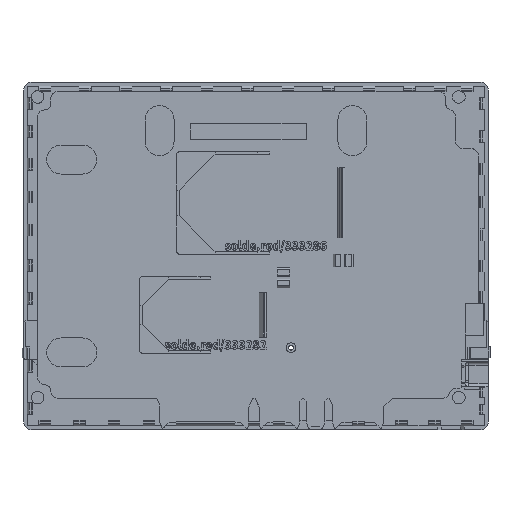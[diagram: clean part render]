
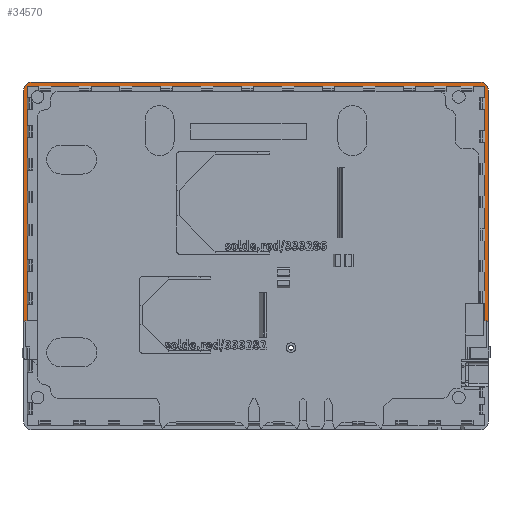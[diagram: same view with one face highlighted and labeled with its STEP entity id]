
A CAD part, top view. The second image highlights one B-rep face of the part: STEP entity #34570.
In plain terms, the highlighted planar face has unit normal (0, 0, 1).
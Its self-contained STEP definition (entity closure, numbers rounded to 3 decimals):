
#3672=FACE_OUTER_BOUND('',#5628,.T.);
#5628=EDGE_LOOP('',(#29271,#29272,#29273,#29274,#29275,#29276,#29277,#29278,
#29279,#29280,#29281,#29282));
#6263=CIRCLE('',#35820,4.);
#6264=CIRCLE('',#35821,4.);
#6984=LINE('',#46824,#10542);
#6987=LINE('',#46829,#10545);
#6989=LINE('',#46833,#10547);
#7378=LINE('',#48358,#10936);
#8840=LINE('',#61962,#12398);
#8841=LINE('',#61964,#12399);
#8842=LINE('',#61968,#12400);
#8843=LINE('',#61972,#12401);
#8844=LINE('',#61974,#12402);
#8845=LINE('',#61975,#12403);
#10542=VECTOR('',#37323,10.);
#10545=VECTOR('',#37328,10.);
#10547=VECTOR('',#37332,10.);
#10936=VECTOR('',#37971,10.);
#12398=VECTOR('',#40285,10.);
#12399=VECTOR('',#40286,10.);
#12400=VECTOR('',#40289,10.);
#12401=VECTOR('',#40292,10.);
#12402=VECTOR('',#40293,10.);
#12403=VECTOR('',#40294,10.);
#14560=VERTEX_POINT('',#46822);
#14561=VERTEX_POINT('',#46823);
#14562=VERTEX_POINT('',#46828);
#14563=VERTEX_POINT('',#46832);
#14870=VERTEX_POINT('',#48356);
#16157=VERTEX_POINT('',#61961);
#16158=VERTEX_POINT('',#61963);
#16159=VERTEX_POINT('',#61965);
#16160=VERTEX_POINT('',#61967);
#16161=VERTEX_POINT('',#61969);
#16162=VERTEX_POINT('',#61971);
#16163=VERTEX_POINT('',#61973);
#18040=EDGE_CURVE('',#14560,#14561,#6984,.T.);
#18043=EDGE_CURVE('',#14562,#14560,#6987,.T.);
#18045=EDGE_CURVE('',#14563,#14562,#6989,.T.);
#18524=EDGE_CURVE('',#14561,#14870,#7378,.T.);
#20799=EDGE_CURVE('',#14870,#16157,#8840,.T.);
#20800=EDGE_CURVE('',#16157,#16158,#8841,.T.);
#20801=EDGE_CURVE('',#16159,#16158,#6263,.T.);
#20802=EDGE_CURVE('',#16159,#16160,#8842,.T.);
#20803=EDGE_CURVE('',#16161,#16160,#6264,.T.);
#20804=EDGE_CURVE('',#16161,#16162,#8843,.T.);
#20805=EDGE_CURVE('',#16162,#16163,#8844,.T.);
#20806=EDGE_CURVE('',#16163,#14563,#8845,.T.);
#29271=ORIENTED_EDGE('',*,*,#18040,.T.);
#29272=ORIENTED_EDGE('',*,*,#18524,.T.);
#29273=ORIENTED_EDGE('',*,*,#20799,.T.);
#29274=ORIENTED_EDGE('',*,*,#20800,.T.);
#29275=ORIENTED_EDGE('',*,*,#20801,.F.);
#29276=ORIENTED_EDGE('',*,*,#20802,.T.);
#29277=ORIENTED_EDGE('',*,*,#20803,.F.);
#29278=ORIENTED_EDGE('',*,*,#20804,.T.);
#29279=ORIENTED_EDGE('',*,*,#20805,.T.);
#29280=ORIENTED_EDGE('',*,*,#20806,.T.);
#29281=ORIENTED_EDGE('',*,*,#18045,.T.);
#29282=ORIENTED_EDGE('',*,*,#18043,.T.);
#32798=PLANE('',#35819);
#34570=ADVANCED_FACE('',(#3672),#32798,.T.);
#35819=AXIS2_PLACEMENT_3D('',#61960,#40283,#40284);
#35820=AXIS2_PLACEMENT_3D('',#61966,#40287,#40288);
#35821=AXIS2_PLACEMENT_3D('',#61970,#40290,#40291);
#37323=DIRECTION('',(0.,-1.,0.));
#37328=DIRECTION('',(1.,0.,0.));
#37332=DIRECTION('',(0.,1.,0.));
#37971=DIRECTION('',(1.,0.,0.));
#40283=DIRECTION('center_axis',(0.,0.,1.));
#40284=DIRECTION('ref_axis',(1.,0.,0.));
#40285=DIRECTION('',(1.,0.,0.));
#40286=DIRECTION('',(0.,1.,0.));
#40287=DIRECTION('center_axis',(0.,0.,-1.));
#40288=DIRECTION('ref_axis',(0.707,0.707,0.));
#40289=DIRECTION('',(-1.,0.,0.));
#40290=DIRECTION('center_axis',(0.,0.,-1.));
#40291=DIRECTION('ref_axis',(-0.707,0.707,0.));
#40292=DIRECTION('',(0.,-1.,0.));
#40293=DIRECTION('',(1.,0.,0.));
#40294=DIRECTION('',(1.,0.,0.));
#46822=CARTESIAN_POINT('',(122.6,83.602,8.5));
#46823=CARTESIAN_POINT('',(122.6,-38.163,8.5));
#46824=CARTESIAN_POINT('',(122.6,39.552,8.5));
#46828=CARTESIAN_POINT('',(-114.6,83.602,8.5));
#46829=CARTESIAN_POINT('',(-55.3,83.602,8.5));
#46832=CARTESIAN_POINT('',(-114.6,-38.163,8.5));
#46833=CARTESIAN_POINT('',(-114.6,-21.33,8.5));
#48356=CARTESIAN_POINT('',(123.5,-38.163,8.5));
#48358=CARTESIAN_POINT('',(62.95,-38.163,8.5));
#61960=CARTESIAN_POINT('Origin',(4.,-4.498,8.5));
#61961=CARTESIAN_POINT('',(124.5,-38.163,8.5));
#61962=CARTESIAN_POINT('',(62.95,-38.163,8.5));
#61963=CARTESIAN_POINT('',(124.5,81.503,8.5));
#61964=CARTESIAN_POINT('',(124.5,-94.498,8.5));
#61965=CARTESIAN_POINT('',(120.5,85.503,8.5));
#61966=CARTESIAN_POINT('Origin',(120.5,81.503,8.5));
#61967=CARTESIAN_POINT('',(-112.5,85.502,8.5));
#61968=CARTESIAN_POINT('',(124.5,85.503,8.5));
#61969=CARTESIAN_POINT('',(-116.5,81.502,8.5));
#61970=CARTESIAN_POINT('Origin',(-112.5,81.502,8.5));
#61971=CARTESIAN_POINT('',(-116.5,-38.163,8.5));
#61972=CARTESIAN_POINT('',(-116.5,85.502,8.5));
#61973=CARTESIAN_POINT('',(-115.5,-38.163,8.5));
#61974=CARTESIAN_POINT('',(-56.25,-38.163,8.5));
#61975=CARTESIAN_POINT('',(-112.4,-38.163,8.5));
